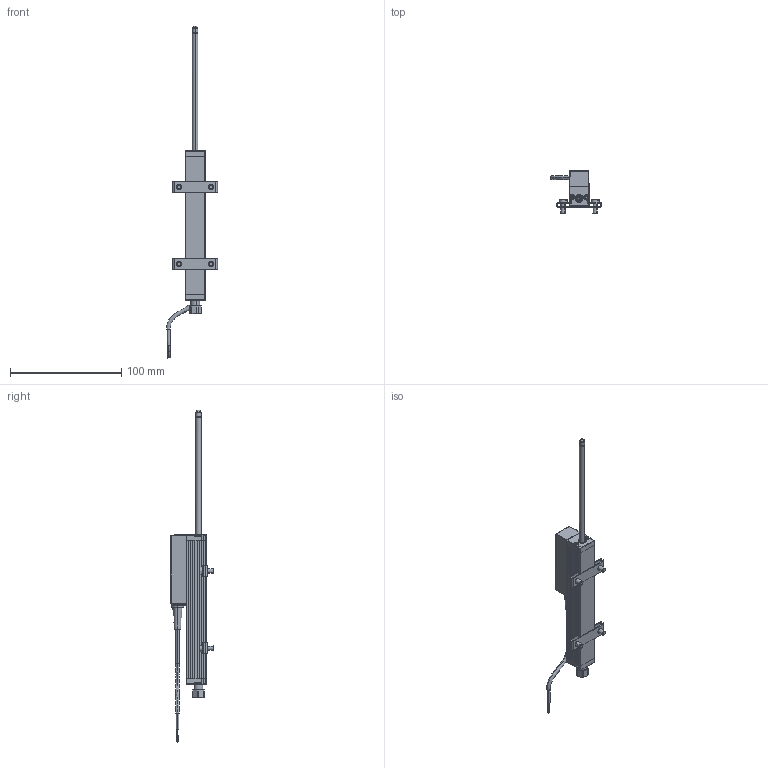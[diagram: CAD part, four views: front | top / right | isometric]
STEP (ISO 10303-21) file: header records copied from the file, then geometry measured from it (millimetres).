
FILE_DESCRIPTION (( 'STEP AP214' ), '1' );
FILE_NAME ('TE1-0075-102-411-202_ausgefahren.STEP', '2014-02-25T08:36:31', ( 'dummy' ), ( 'Hewlett-Packard Company' ), 'SwSTEP 2.0', 'SolidWorks 2013', '' );
FILE_SCHEMA (( 'AUTOMOTIVE_DESIGN' ));
Length unit declared in the file: millimetre
Products named in the file (1): TE1-0075-102-411-202_ausgefahren
Bounding box: 45.9 x 38.85 x 298.51 mm (x, y, z)
Surface area: 25456.6 mm2 (no closed solid volume)
Topology: 0 solids, 28 shells, 477 faces, 1531 edges, 1045 vertices
Faces by surface type: plane 224, cylinder 183, cone 41, torus 14, sphere 10, bspline 5
Entity records: 22312 total; most frequent: CARTESIAN_POINT 3690, DIRECTION 3010, ORIENTED_EDGE 2314, EDGE_CURVE 1527, AXIS2_PLACEMENT_3D 1081, VERTEX_POINT 1045, VECTOR 848, LINE 848
